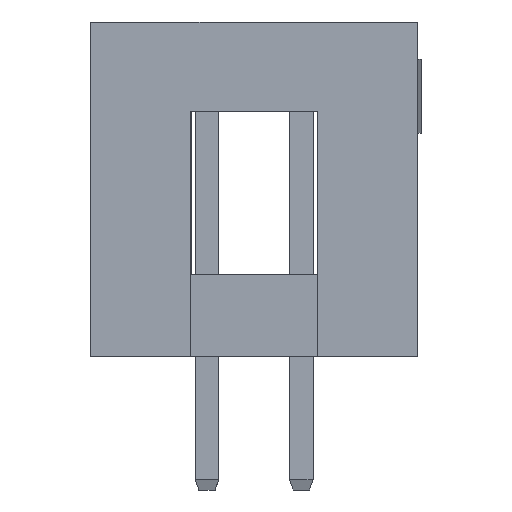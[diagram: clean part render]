
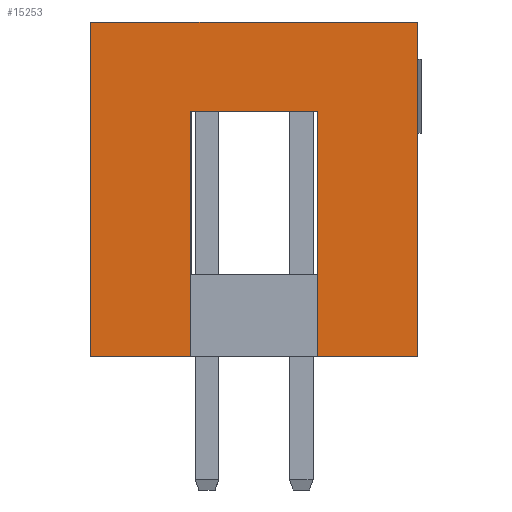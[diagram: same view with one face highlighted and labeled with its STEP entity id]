
A CAD part, left-side view. The second image highlights one B-rep face of the part: STEP entity #15253.
In plain terms, the highlighted planar face has unit normal (-1, 0, 0).
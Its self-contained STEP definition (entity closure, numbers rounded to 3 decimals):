
#349 = EDGE_CURVE ( 'NONE', #27412, #7172, #28238, .T. ) ;
#642 = DIRECTION ( 'NONE',  ( 0., 0., -1. ) ) ;
#1373 = DIRECTION ( 'NONE',  ( 0., -1., 0. ) ) ;
#1406 = CARTESIAN_POINT ( 'NONE',  ( -5.17, 5.67, 0. ) ) ;
#2110 = ORIENTED_EDGE ( 'NONE', *, *, #13855, .F. ) ;
#2595 = VERTEX_POINT ( 'NONE', #24263 ) ;
#3871 = CARTESIAN_POINT ( 'NONE',  ( -5.17, 0., 6.6 ) ) ;
#3876 = ORIENTED_EDGE ( 'NONE', *, *, #4333, .T. ) ;
#4220 = CARTESIAN_POINT ( 'NONE',  ( -5.17, 0., 0. ) ) ;
#4301 = DIRECTION ( 'NONE',  ( -1., 0., 0. ) ) ;
#4333 = EDGE_CURVE ( 'NONE', #26146, #27412, #11136, .T. ) ;
#4403 = CARTESIAN_POINT ( 'NONE',  ( -5.17, 0., 0. ) ) ;
#5337 = CARTESIAN_POINT ( 'NONE',  ( -5.17, 5.67, 9. ) ) ;
#6096 = CARTESIAN_POINT ( 'NONE',  ( -5.17, -3.13, 0. ) ) ;
#6145 = DIRECTION ( 'NONE',  ( 0., -1., 0. ) ) ;
#6794 = CARTESIAN_POINT ( 'NONE',  ( -5.17, -3.13, 0. ) ) ;
#6868 = VERTEX_POINT ( 'NONE', #28061 ) ;
#6996 = LINE ( 'NONE', #3871, #29592 ) ;
#7172 = VERTEX_POINT ( 'NONE', #24732 ) ;
#8264 = VECTOR ( 'NONE', #15373, 1000. ) ;
#8708 = LINE ( 'NONE', #6794, #10534 ) ;
#9305 = VERTEX_POINT ( 'NONE', #25801 ) ;
#9864 = VECTOR ( 'NONE', #14470, 1000. ) ;
#10534 = VECTOR ( 'NONE', #642, 1000. ) ;
#10709 = ORIENTED_EDGE ( 'NONE', *, *, #26377, .T. ) ;
#11136 = LINE ( 'NONE', #1406, #14838 ) ;
#11181 = DIRECTION ( 'NONE',  ( 0., 0., 1. ) ) ;
#11354 = ORIENTED_EDGE ( 'NONE', *, *, #20193, .T. ) ;
#12222 = CARTESIAN_POINT ( 'NONE',  ( -5.17, 0., 9. ) ) ;
#12556 = DIRECTION ( 'NONE',  ( 0., 0., 1. ) ) ;
#12813 = ORIENTED_EDGE ( 'NONE', *, *, #27314, .F. ) ;
#13019 = CARTESIAN_POINT ( 'NONE',  ( -5.17, -0.43, 0. ) ) ;
#13629 = VERTEX_POINT ( 'NONE', #6096 ) ;
#13855 = EDGE_CURVE ( 'NONE', #2595, #13629, #8708, .T. ) ;
#14258 = EDGE_LOOP ( 'NONE', ( #28122, #10709, #11354, #18601, #2110, #12813, #3876, #17799 ) ) ;
#14470 = DIRECTION ( 'NONE',  ( 0., -1., 0. ) ) ;
#14838 = VECTOR ( 'NONE', #26690, 1000. ) ;
#15253 = ADVANCED_FACE ( 'NONE', ( #16262 ), #15298, .T. ) ;
#15298 = PLANE ( 'NONE',  #27245 ) ;
#15373 = DIRECTION ( 'NONE',  ( 0., 0., -1. ) ) ;
#16262 = FACE_OUTER_BOUND ( 'NONE', #14258, .T. ) ;
#17327 = CARTESIAN_POINT ( 'NONE',  ( -5.17, 2.97, 0. ) ) ;
#17799 = ORIENTED_EDGE ( 'NONE', *, *, #349, .T. ) ;
#17890 = CARTESIAN_POINT ( 'NONE',  ( -5.17, 5.67, 0. ) ) ;
#18601 = ORIENTED_EDGE ( 'NONE', *, *, #22555, .T. ) ;
#19363 = DIRECTION ( 'NONE',  ( 0., -1., 0. ) ) ;
#20193 = EDGE_CURVE ( 'NONE', #6868, #26756, #21723, .T. ) ;
#21597 = CARTESIAN_POINT ( 'NONE',  ( -5.17, 0., 0. ) ) ;
#21723 = LINE ( 'NONE', #13019, #8264 ) ;
#21835 = CARTESIAN_POINT ( 'NONE',  ( -5.17, -0.43, 0. ) ) ;
#22454 = VECTOR ( 'NONE', #12556, 1000. ) ;
#22555 = EDGE_CURVE ( 'NONE', #26756, #13629, #25457, .T. ) ;
#24263 = CARTESIAN_POINT ( 'NONE',  ( -5.17, -3.13, 9. ) ) ;
#24732 = CARTESIAN_POINT ( 'NONE',  ( -5.17, 2.97, 0. ) ) ;
#24742 = LINE ( 'NONE', #12222, #9864 ) ;
#25457 = LINE ( 'NONE', #4220, #26205 ) ;
#25801 = CARTESIAN_POINT ( 'NONE',  ( -5.17, 2.97, 6.6 ) ) ;
#26146 = VERTEX_POINT ( 'NONE', #5337 ) ;
#26205 = VECTOR ( 'NONE', #6145, 1000. ) ;
#26377 = EDGE_CURVE ( 'NONE', #9305, #6868, #6996, .T. ) ;
#26690 = DIRECTION ( 'NONE',  ( 0., 0., -1. ) ) ;
#26756 = VERTEX_POINT ( 'NONE', #21835 ) ;
#27245 = AXIS2_PLACEMENT_3D ( 'NONE', #4403, #4301, #11181 ) ;
#27314 = EDGE_CURVE ( 'NONE', #26146, #2595, #24742, .T. ) ;
#27412 = VERTEX_POINT ( 'NONE', #17890 ) ;
#28061 = CARTESIAN_POINT ( 'NONE',  ( -5.17, -0.43, 6.6 ) ) ;
#28122 = ORIENTED_EDGE ( 'NONE', *, *, #28770, .T. ) ;
#28238 = LINE ( 'NONE', #21597, #30066 ) ;
#28345 = LINE ( 'NONE', #17327, #22454 ) ;
#28770 = EDGE_CURVE ( 'NONE', #7172, #9305, #28345, .T. ) ;
#29592 = VECTOR ( 'NONE', #1373, 1000. ) ;
#30066 = VECTOR ( 'NONE', #19363, 1000. ) ;
